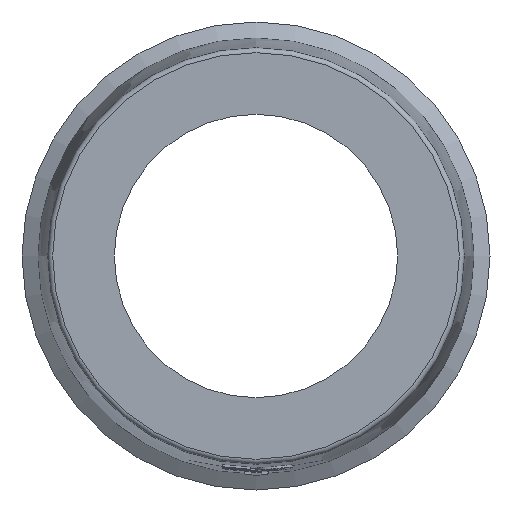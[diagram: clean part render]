
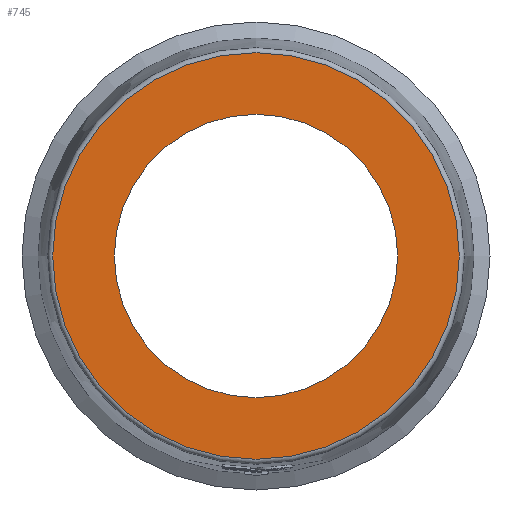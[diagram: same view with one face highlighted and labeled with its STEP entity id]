
A CAD part, front view. The second image highlights one B-rep face of the part: STEP entity #745.
In plain terms, the highlighted planar face has unit normal (0, -1, 0).
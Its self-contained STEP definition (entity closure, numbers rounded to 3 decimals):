
#22=FACE_BOUND('',#153,.T.);
#32=PLANE('',#809);
#102=FACE_OUTER_BOUND('',#152,.T.);
#152=EDGE_LOOP('',(#649));
#153=EDGE_LOOP('',(#650));
#289=CIRCLE('',#808,57.5);
#290=CIRCLE('',#810,82.543);
#378=VERTEX_POINT('',#5035);
#379=VERTEX_POINT('',#5039);
#476=EDGE_CURVE('',#378,#378,#289,.T.);
#478=EDGE_CURVE('',#379,#379,#290,.T.);
#649=ORIENTED_EDGE('',*,*,#478,.F.);
#650=ORIENTED_EDGE('',*,*,#476,.T.);
#745=ADVANCED_FACE('',(#102,#22),#32,.T.);
#808=AXIS2_PLACEMENT_3D('',#5036,#954,#955);
#809=AXIS2_PLACEMENT_3D('',#5038,#957,#958);
#810=AXIS2_PLACEMENT_3D('',#5040,#959,#960);
#954=DIRECTION('center_axis',(0.,1.,0.));
#955=DIRECTION('ref_axis',(-1.,0.,0.));
#957=DIRECTION('center_axis',(0.,-1.,0.));
#958=DIRECTION('ref_axis',(0.,0.,-1.));
#959=DIRECTION('center_axis',(0.,1.,0.));
#960=DIRECTION('ref_axis',(-1.,0.,0.));
#5035=CARTESIAN_POINT('',(57.5,-79.637,0.));
#5036=CARTESIAN_POINT('Origin',(0.,-79.637,0.));
#5038=CARTESIAN_POINT('Origin',(-70.022,-79.637,0.));
#5039=CARTESIAN_POINT('',(0.,-79.637,-82.543));
#5040=CARTESIAN_POINT('Origin',(0.,-79.637,0.));
